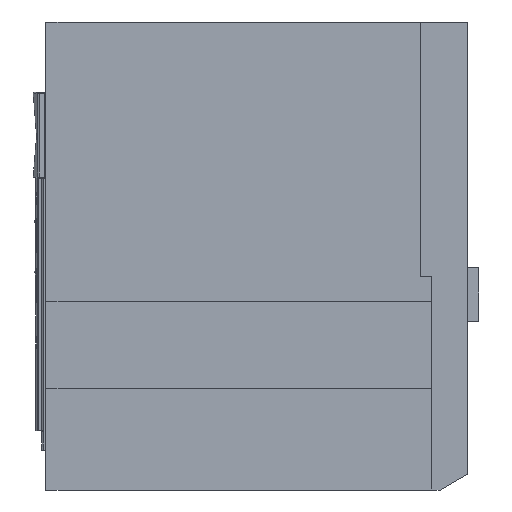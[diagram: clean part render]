
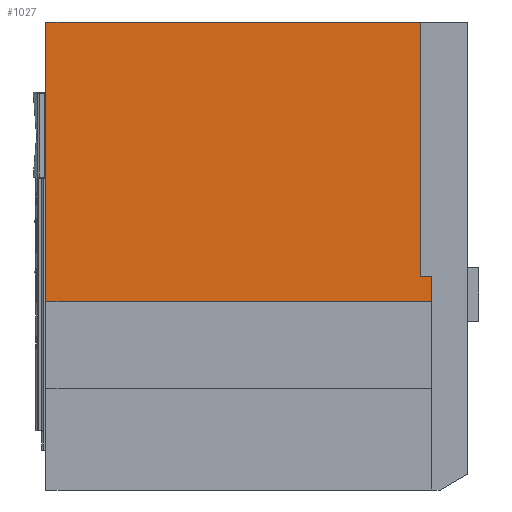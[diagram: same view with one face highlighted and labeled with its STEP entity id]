
A CAD part, left-side view. The second image highlights one B-rep face of the part: STEP entity #1027.
In plain terms, the highlighted planar face has unit normal (-1, 0, 0).
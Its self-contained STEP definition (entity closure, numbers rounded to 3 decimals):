
#984=AXIS2_PLACEMENT_3D('Plane Axis2P3D',#981,#982,#983) ;
#743=CARTESIAN_POINT('Vertex',(-212.5,0.,425.)) ;
#748=CARTESIAN_POINT('Line Origine',(-212.5,-170.,425.)) ;
#752=CARTESIAN_POINT('Vertex',(-212.5,-340.,425.)) ;
#981=CARTESIAN_POINT('Axis2P3D Location',(-212.5,0.,0.)) ;
#986=CARTESIAN_POINT('Line Origine',(-212.5,-345.,194.)) ;
#990=CARTESIAN_POINT('Vertex',(-212.5,-340.,194.)) ;
#992=CARTESIAN_POINT('Vertex',(-212.5,-350.,194.)) ;
#995=CARTESIAN_POINT('Line Origine',(-212.5,-340.,309.5)) ;
#1000=CARTESIAN_POINT('Line Origine',(-212.5,0.,298.)) ;
#1004=CARTESIAN_POINT('Vertex',(-212.5,0.,171.)) ;
#1007=CARTESIAN_POINT('Line Origine',(-212.5,-175.,171.)) ;
#1011=CARTESIAN_POINT('Vertex',(-212.5,-350.,171.)) ;
#1014=CARTESIAN_POINT('Line Origine',(-212.5,-350.,182.5)) ;
#749=DIRECTION('Vector Direction',(0.,-1.,0.)) ;
#982=DIRECTION('Axis2P3D Direction',(1.,0.,0.)) ;
#983=DIRECTION('Axis2P3D XDirection',(0.,0.,1.)) ;
#987=DIRECTION('Vector Direction',(0.,-1.,0.)) ;
#996=DIRECTION('Vector Direction',(0.,0.,1.)) ;
#1001=DIRECTION('Vector Direction',(0.,0.,1.)) ;
#1008=DIRECTION('Vector Direction',(0.,-1.,0.)) ;
#1015=DIRECTION('Vector Direction',(0.,0.,1.)) ;
#750=VECTOR('Line Direction',#749,1.) ;
#988=VECTOR('Line Direction',#987,1.) ;
#997=VECTOR('Line Direction',#996,1.) ;
#1002=VECTOR('Line Direction',#1001,1.) ;
#1009=VECTOR('Line Direction',#1008,1.) ;
#1016=VECTOR('Line Direction',#1015,1.) ;
#1020=ORIENTED_EDGE('',*,*,#994,.F.) ;
#1021=ORIENTED_EDGE('',*,*,#999,.T.) ;
#1022=ORIENTED_EDGE('',*,*,#754,.F.) ;
#1023=ORIENTED_EDGE('',*,*,#1006,.F.) ;
#1024=ORIENTED_EDGE('',*,*,#1013,.T.) ;
#1025=ORIENTED_EDGE('',*,*,#1018,.F.) ;
#1027=ADVANCED_FACE('RX0153103_1PA_001_00_SIMUL_PF_N2_IV.1\\PartBody',(#1026),#985,.F.) ;
#754=EDGE_CURVE('',#744,#753,#751,.T.) ;
#994=EDGE_CURVE('',#991,#993,#989,.T.) ;
#999=EDGE_CURVE('',#991,#753,#998,.T.) ;
#1006=EDGE_CURVE('',#1005,#744,#1003,.T.) ;
#1013=EDGE_CURVE('',#1005,#1012,#1010,.T.) ;
#1018=EDGE_CURVE('',#993,#1012,#1017,.F.) ;
#1019=EDGE_LOOP('',(#1020,#1021,#1022,#1023,#1024,#1025)) ;
#1026=FACE_OUTER_BOUND('',#1019,.T.) ;
#751=LINE('Line',#748,#750) ;
#989=LINE('Line',#986,#988) ;
#998=LINE('Line',#995,#997) ;
#1003=LINE('Line',#1000,#1002) ;
#1010=LINE('Line',#1007,#1009) ;
#1017=LINE('Line',#1014,#1016) ;
#985=PLANE('',#984) ;
#744=VERTEX_POINT('',#743) ;
#753=VERTEX_POINT('',#752) ;
#991=VERTEX_POINT('',#990) ;
#993=VERTEX_POINT('',#992) ;
#1005=VERTEX_POINT('',#1004) ;
#1012=VERTEX_POINT('',#1011) ;
